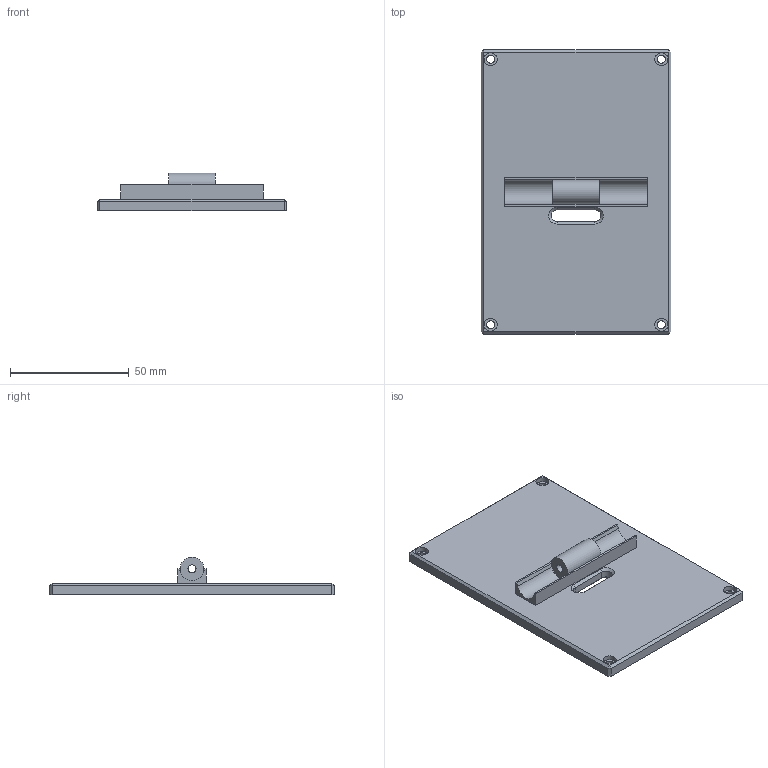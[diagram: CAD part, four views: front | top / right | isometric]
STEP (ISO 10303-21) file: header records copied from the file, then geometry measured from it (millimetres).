
FILE_DESCRIPTION(('FreeCAD Model'),'2;1');
FILE_NAME('Open CASCADE Shape Model','2025-06-02T05:10:35',('FreeCAD'),( 'FreeCAD'),'Open CASCADE STEP processor 7.7','FreeCAD','Unknown');
FILE_SCHEMA(('AUTOMOTIVE_DESIGN { 1 0 10303 214 1 1 1 1 }'));
Length unit declared in the file: millimetre
Products named in the file (1): Open CASCADE STEP translator 7.7 38
Bounding box: 80 x 120 x 16 mm (x, y, z)
Volume: 50127.2 mm3; surface area: 22725.3 mm2
Topology: 1 solids, 1 shells, 61 faces, 135 edges, 82 vertices
Faces by surface type: plane 39, cylinder 14, bspline 4, cone 4
Full cylindrical faces by diameter (mm): 3.4 x5, 5.5 x4
Entity records: 1679 total; most frequent: CARTESIAN_POINT 295, DIRECTION 279, ORIENTED_EDGE 270, EDGE_CURVE 135, LINE 99, VECTOR 99, AXIS2_PLACEMENT_3D 90, VERTEX_POINT 82
